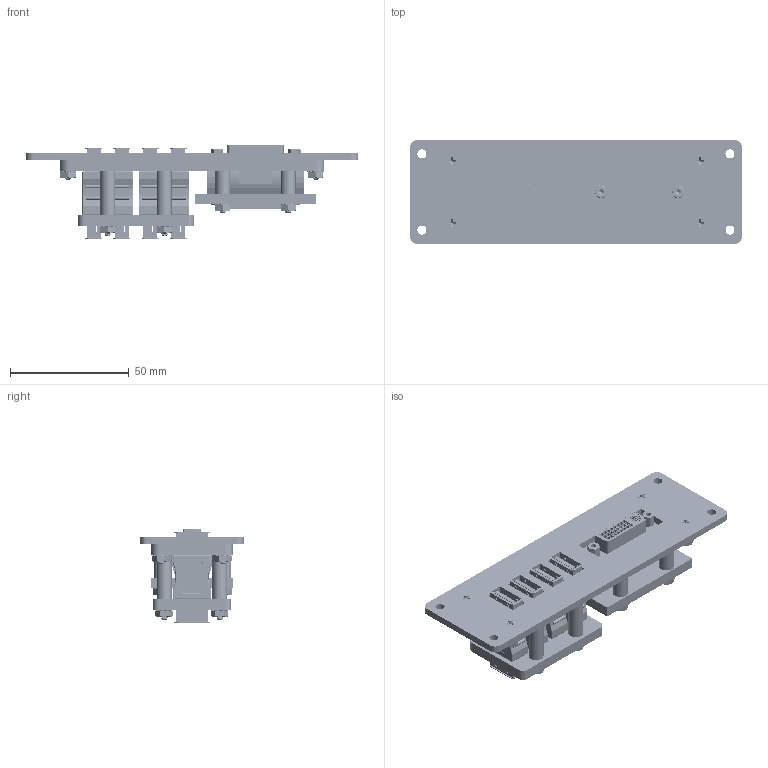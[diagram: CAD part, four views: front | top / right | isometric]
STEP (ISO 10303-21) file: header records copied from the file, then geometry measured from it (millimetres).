
FILE_DESCRIPTION (( 'STEP AP203' ), '1' );
FILE_NAME ('P-P22#4Q102-H1RX_3D.STEP', '2021-07-01T17:32:18', ( '' ), ( '' ), 'SwSTEP 2.0', 'SolidWorks 2019', '' );
FILE_SCHEMA (( 'CONFIG_CONTROL_DESIGN' ));
Length unit declared in the file: millimetre
Products named in the file (17): P-P22#4Q102-H1RX_TP180_3; P22; Z-300-USB-A-FF; P-P22#4Q102-H1RX_FP120_1; Z-001-SPR_3_4; Z-000-440716FH_90273A416; Z-000-44078FH_90273A114; Q102; Z-000-44011_4FH_90273A117; P-P22#4Q102-H1RX_3D; P-P22#4Q102-H1RX_TP180_2; Z-001-SPR_3_8; P-P22#4Q102-H1RX_BP180_1; Z-002-4401_4HN_90675A005
Assembly tree (45 placements, depth 3):
  P-P22#4Q102-H1RX_3D
    P-P22#4Q102-H1RX_BP180_1
    P22
      Z-300-USB-A-FF
    P22
      Z-300-USB-A-FF
    P22
      Z-300-USB-A-FF
    P22
      Z-300-USB-A-FF
    P-P22#4Q102-H1RX_TP180_3
    Q102
    Z-000-44078FH_90273A114  x4
    P-P22#4Q102-H1RX_TP180_2
    Z-001-SPR_3_8  x4
    Z-002-4401_4HN_90675A005  x12
    Z-000-44011_4FH_90273A117  x4
    Z-001-SPR_3_4  x4
    Z-000-440716FH_90273A416  x4
    P-P22#4Q102-H1RX_FP120_1
Bounding box: 139.95 x 43.69 x 39.34 mm (x, y, z)
Volume: 67432.5 mm3; surface area: 59402.5 mm2
Topology: 47 solids, 47 shells, 6193 faces, 17157 edges, 11202 vertices
Faces by surface type: plane 2710, cylinder 2087, bspline 700, cone 616, sphere 64, torus 16
Entity records: 117582 total; most frequent: CARTESIAN_POINT 52646, ORIENTED_EDGE 14438, DIRECTION 10628, EDGE_CURVE 7219, VECTOR 4858, LINE 4858, VERTEX_POINT 4722, EDGE_LOOP 2971
